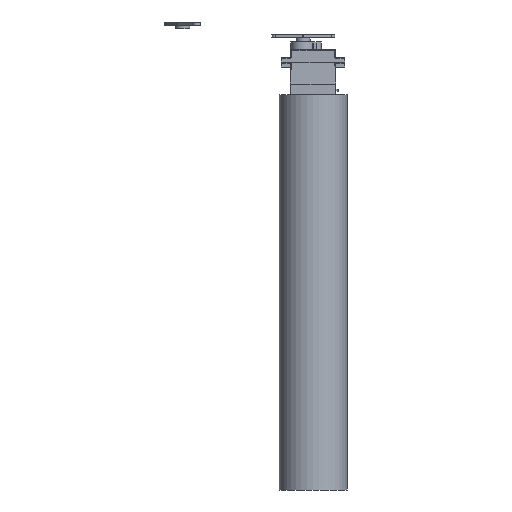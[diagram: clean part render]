
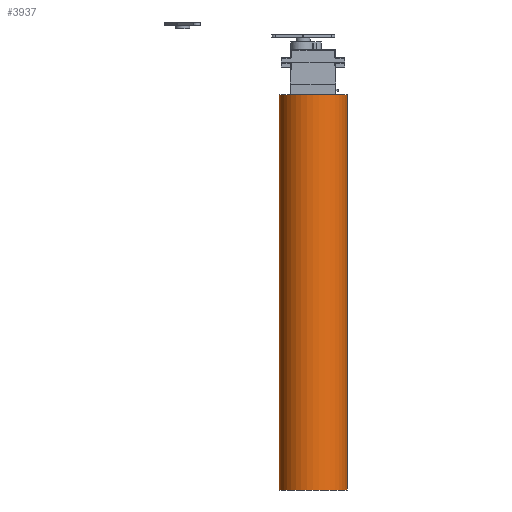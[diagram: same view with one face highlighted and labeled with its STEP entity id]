
A CAD part, front view. The second image highlights one B-rep face of the part: STEP entity #3937.
In plain terms, the highlighted cylindrical face has radius 17.19 mm (diameter 34.38 mm), a full revolution.
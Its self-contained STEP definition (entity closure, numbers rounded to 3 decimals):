
#591=FACE_OUTER_BOUND('',#880,.T.);
#880=EDGE_LOOP('',(#3576,#3577,#3578,#3579));
#1076=LINE('',#11017,#1270);
#1270=VECTOR('',#5618,17.19);
#1545=CIRCLE('',#4456,17.19);
#1546=CIRCLE('',#4457,17.19);
#1870=VERTEX_POINT('',#11014);
#1871=VERTEX_POINT('',#11016);
#2439=EDGE_CURVE('',#1870,#1870,#1545,.T.);
#2440=EDGE_CURVE('',#1870,#1871,#1076,.T.);
#2441=EDGE_CURVE('',#1871,#1871,#1546,.T.);
#3576=ORIENTED_EDGE('',*,*,#2439,.F.);
#3577=ORIENTED_EDGE('',*,*,#2440,.T.);
#3578=ORIENTED_EDGE('',*,*,#2441,.T.);
#3579=ORIENTED_EDGE('',*,*,#2440,.F.);
#3682=CYLINDRICAL_SURFACE('',#4455,17.19);
#3937=ADVANCED_FACE('',(#591),#3682,.T.);
#4455=AXIS2_PLACEMENT_3D('',#11013,#5614,#5615);
#4456=AXIS2_PLACEMENT_3D('',#11015,#5616,#5617);
#4457=AXIS2_PLACEMENT_3D('',#11018,#5619,#5620);
#5614=DIRECTION('center_axis',(0.,0.,1.));
#5615=DIRECTION('ref_axis',(1.,0.,0.));
#5616=DIRECTION('center_axis',(0.,0.,1.));
#5617=DIRECTION('ref_axis',(1.,0.,0.));
#5618=DIRECTION('',(0.,0.,-1.));
#5619=DIRECTION('center_axis',(0.,0.,1.));
#5620=DIRECTION('ref_axis',(1.,0.,0.));
#11013=CARTESIAN_POINT('Origin',(0.,0.,0.));
#11014=CARTESIAN_POINT('',(-17.19,0.,200.));
#11015=CARTESIAN_POINT('Origin',(0.,0.,200.));
#11016=CARTESIAN_POINT('',(-17.19,0.,0.));
#11017=CARTESIAN_POINT('',(-17.19,0.,0.));
#11018=CARTESIAN_POINT('Origin',(0.,0.,0.));
